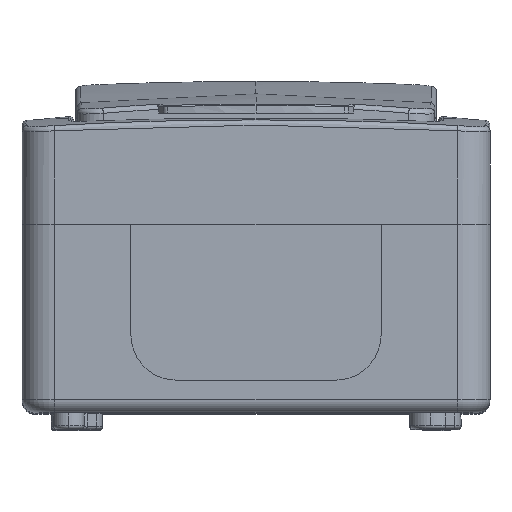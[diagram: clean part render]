
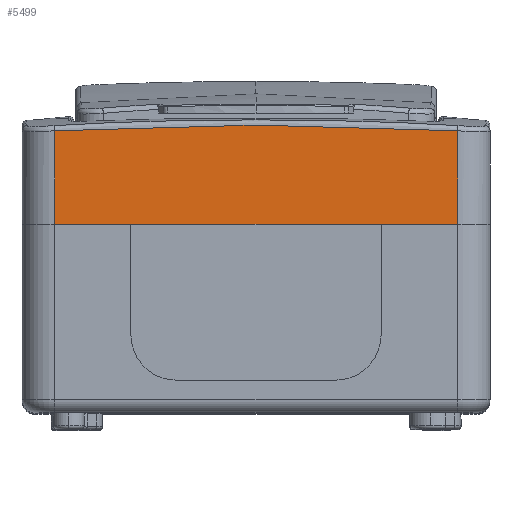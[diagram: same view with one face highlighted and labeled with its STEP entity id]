
A CAD part, top view. The second image highlights one B-rep face of the part: STEP entity #5499.
In plain terms, the highlighted planar face has unit normal (0, 0, 1).
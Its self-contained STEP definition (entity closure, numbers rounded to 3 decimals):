
#367 = CARTESIAN_POINT ( 'NONE',  ( 19.25, 45.5, 36. ) ) ;
#1352 = VECTOR ( 'NONE', #12153, 1000. ) ;
#1378 = CARTESIAN_POINT ( 'NONE',  ( -25.838, 43.69, 36. ) ) ;
#2378 = FACE_OUTER_BOUND ( 'NONE', #19221, .T. ) ;
#2891 = DIRECTION ( 'NONE',  ( 0., 0., -1. ) ) ;
#4336 = LINE ( 'NONE', #27398, #29010 ) ;
#5287 = VERTEX_POINT ( 'NONE', #14925 ) ;
#5499 = ADVANCED_FACE ( 'NONE', ( #2378 ), #17732, .F. ) ;
#5711 = VECTOR ( 'NONE', #22104, 1000. ) ;
#7118 = VERTEX_POINT ( 'NONE', #13824 ) ;
#9573 = B_SPLINE_CURVE_WITH_KNOTS ( 'NONE', 3,
 ( #23528, #16154, #25991, #11303, #28515, #13782, #30990, #16260, #1378, #18720 ),
 .UNSPECIFIED., .F., .F.,
 ( 4, 2, 2, 2, 4 ),
 ( 0., 0.016, 0.031, 0.047, 0.062 ),
 .UNSPECIFIED. ) ;
#11303 = CARTESIAN_POINT ( 'NONE',  ( 10.34, 44.184, 36. ) ) ;
#12153 = DIRECTION ( 'NONE',  ( 0., -1., 0. ) ) ;
#12286 = LINE ( 'NONE', #29539, #5711 ) ;
#13782 = CARTESIAN_POINT ( 'NONE',  ( -5.163, 44.244, 36. ) ) ;
#13824 = CARTESIAN_POINT ( 'NONE',  ( 31., 43.366, 36. ) ) ;
#14209 = VERTEX_POINT ( 'NONE', #18444 ) ;
#14925 = CARTESIAN_POINT ( 'NONE',  ( 31., 29., 36. ) ) ;
#15344 = LINE ( 'NONE', #31740, #1352 ) ;
#16154 = CARTESIAN_POINT ( 'NONE',  ( 25.837, 43.69, 36. ) ) ;
#16260 = CARTESIAN_POINT ( 'NONE',  ( -20.671, 43.908, 36. ) ) ;
#16562 = AXIS2_PLACEMENT_3D ( 'NONE', #367, #2891, #20173 ) ;
#16959 = CARTESIAN_POINT ( 'NONE',  ( -31., 43.366, 36. ) ) ;
#17732 = PLANE ( 'NONE',  #16562 ) ;
#17956 = ORIENTED_EDGE ( 'NONE', *, *, #22278, .T. ) ;
#18040 = ORIENTED_EDGE ( 'NONE', *, *, #19480, .F. ) ;
#18444 = CARTESIAN_POINT ( 'NONE',  ( -31., 29., 36. ) ) ;
#18720 = CARTESIAN_POINT ( 'NONE',  ( -31., 43.366, 36. ) ) ;
#19221 = EDGE_LOOP ( 'NONE', ( #18040, #27274, #19691, #17956 ) ) ;
#19480 = EDGE_CURVE ( 'NONE', #7118, #5287, #4336, .T. ) ;
#19691 = ORIENTED_EDGE ( 'NONE', *, *, #27432, .T. ) ;
#20173 = DIRECTION ( 'NONE',  ( -1., 0., 0. ) ) ;
#22104 = DIRECTION ( 'NONE',  ( 1., 0., 0. ) ) ;
#22278 = EDGE_CURVE ( 'NONE', #14209, #5287, #12286, .T. ) ;
#23528 = CARTESIAN_POINT ( 'NONE',  ( 31., 43.366, 36. ) ) ;
#25991 = CARTESIAN_POINT ( 'NONE',  ( 20.672, 43.908, 36. ) ) ;
#27274 = ORIENTED_EDGE ( 'NONE', *, *, #28748, .T. ) ;
#27398 = CARTESIAN_POINT ( 'NONE',  ( 31., 45.5, 36. ) ) ;
#27432 = EDGE_CURVE ( 'NONE', #27989, #14209, #15344, .T. ) ;
#27989 = VERTEX_POINT ( 'NONE', #16959 ) ;
#28515 = CARTESIAN_POINT ( 'NONE',  ( 5.173, 44.244, 36. ) ) ;
#28748 = EDGE_CURVE ( 'NONE', #7118, #27989, #9573, .T. ) ;
#29010 = VECTOR ( 'NONE', #29870, 1000. ) ;
#29539 = CARTESIAN_POINT ( 'NONE',  ( 19.25, 29., 36. ) ) ;
#29870 = DIRECTION ( 'NONE',  ( 0., -1., 0. ) ) ;
#30990 = CARTESIAN_POINT ( 'NONE',  ( -10.331, 44.184, 36. ) ) ;
#31740 = CARTESIAN_POINT ( 'NONE',  ( -31., 45.5, 36. ) ) ;
